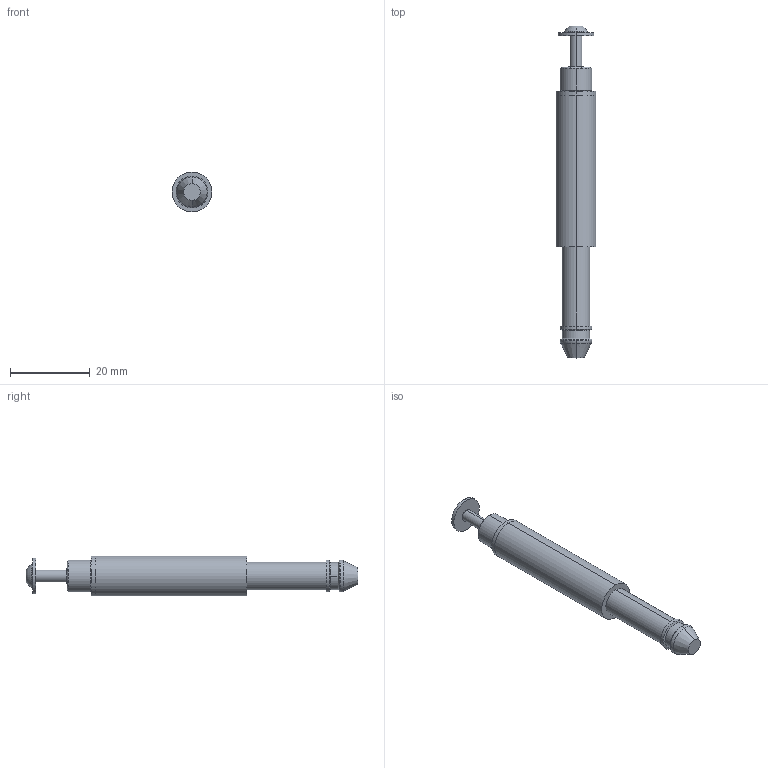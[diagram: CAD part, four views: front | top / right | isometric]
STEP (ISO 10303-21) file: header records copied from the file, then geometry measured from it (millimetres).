
FILE_DESCRIPTION (( 'STEP AP214' ), '1' );
FILE_NAME ('42731~3.STEP', '2018-11-07T14:21:02', ( '' ), ( '' ), 'SwSTEP 2.0', 'SolidWorks 2018', '' );
FILE_SCHEMA (( 'AUTOMOTIVE_DESIGN' ));
Length unit declared in the file: millimetre
Products named in the file (1): 42731~3
Bounding box: 10 x 83.25 x 10 mm (x, y, z)
Volume: 4556 mm3; surface area: 2380.7 mm2
Topology: 1 solids, 1 shells, 47 faces, 96 edges, 58 vertices
Faces by surface type: cylinder 20, cone 12, plane 9, torus 6
Entity records: 1603 total; most frequent: DIRECTION 256, CARTESIAN_POINT 202, ORIENTED_EDGE 192, AXIS2_PLACEMENT_3D 112, EDGE_CURVE 96, CIRCLE 64, VERTEX_POINT 58, EDGE_LOOP 54
